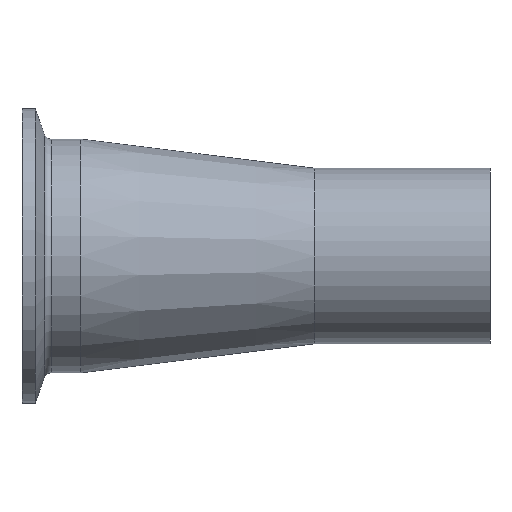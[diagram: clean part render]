
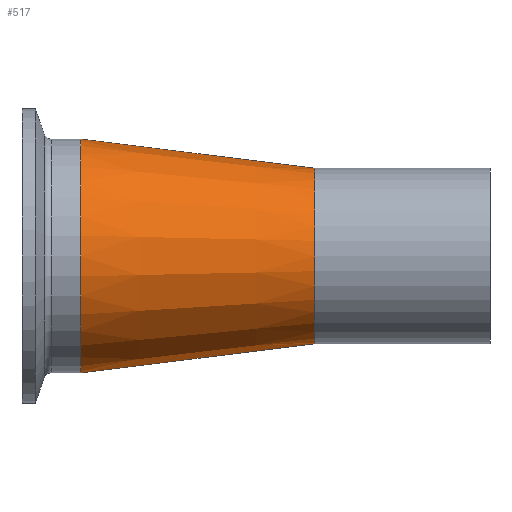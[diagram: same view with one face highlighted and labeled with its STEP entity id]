
A CAD part, left-side view. The second image highlights one B-rep face of the part: STEP entity #517.
In plain terms, the highlighted conical face has half-angle 7.125 degrees and reference radius 19.05 mm.
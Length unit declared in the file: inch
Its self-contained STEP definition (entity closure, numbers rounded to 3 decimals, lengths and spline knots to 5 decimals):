
#1 = CIRCLE ( 'NONE', #264, 0.75 ) ;
#14 = LINE ( 'NONE', #708, #915 ) ;
#29 = VECTOR ( 'NONE', #428, 39.37008 ) ;
#44 = EDGE_CURVE ( 'NONE', #935, #160, #731, .T. ) ;
#60 = ORIENTED_EDGE ( 'NONE', *, *, #44, .F. ) ;
#104 = CARTESIAN_POINT ( 'NONE',  ( 0., 2., -1. ) ) ;
#129 = CARTESIAN_POINT ( 'NONE',  ( 0., 2., 0. ) ) ;
#160 = VERTEX_POINT ( 'NONE', #104 ) ;
#165 = VERTEX_POINT ( 'NONE', #631 ) ;
#264 = AXIS2_PLACEMENT_3D ( 'NONE', #1128, #863, #1050 ) ;
#266 = VERTEX_POINT ( 'NONE', #827 ) ;
#314 = CIRCLE ( 'NONE', #786, 1. ) ;
#390 = CARTESIAN_POINT ( 'NONE',  ( 0., 0., 0. ) ) ;
#394 = DIRECTION ( 'NONE',  ( 0., 0., 1. ) ) ;
#399 = ORIENTED_EDGE ( 'NONE', *, *, #769, .F. ) ;
#428 = DIRECTION ( 'NONE',  ( 0., 0.992, -0.124 ) ) ;
#456 = CARTESIAN_POINT ( 'NONE',  ( 0., 0., -0.75 ) ) ;
#517 = ADVANCED_FACE ( 'NONE', ( #582 ), #1095, .T. ) ;
#525 = EDGE_CURVE ( 'NONE', #160, #165, #314, .T. ) ;
#582 = FACE_OUTER_BOUND ( 'NONE', #896, .T. ) ;
#631 = CARTESIAN_POINT ( 'NONE',  ( 0., 2., 1. ) ) ;
#708 = CARTESIAN_POINT ( 'NONE',  ( 0., 0., 0.75 ) ) ;
#731 = LINE ( 'NONE', #889, #29 ) ;
#750 = DIRECTION ( 'NONE',  ( 0., 0., 1. ) ) ;
#769 = EDGE_CURVE ( 'NONE', #266, #935, #1, .T. ) ;
#786 = AXIS2_PLACEMENT_3D ( 'NONE', #129, #999, #750 ) ;
#797 = EDGE_CURVE ( 'NONE', #266, #165, #14, .T. ) ;
#813 = ORIENTED_EDGE ( 'NONE', *, *, #797, .T. ) ;
#827 = CARTESIAN_POINT ( 'NONE',  ( 0., 0., 0.75 ) ) ;
#863 = DIRECTION ( 'NONE',  ( 0., -1., 0. ) ) ;
#889 = CARTESIAN_POINT ( 'NONE',  ( 0., 0., -0.75 ) ) ;
#896 = EDGE_LOOP ( 'NONE', ( #60, #399, #813, #982 ) ) ;
#915 = VECTOR ( 'NONE', #959, 39.37008 ) ;
#935 = VERTEX_POINT ( 'NONE', #456 ) ;
#959 = DIRECTION ( 'NONE',  ( 0., 0.992, 0.124 ) ) ;
#982 = ORIENTED_EDGE ( 'NONE', *, *, #525, .F. ) ;
#989 = AXIS2_PLACEMENT_3D ( 'NONE', #390, #1092, #394 ) ;
#999 = DIRECTION ( 'NONE',  ( 0., 1., 0. ) ) ;
#1050 = DIRECTION ( 'NONE',  ( 0., 0., -1. ) ) ;
#1092 = DIRECTION ( 'NONE',  ( 0., 1., 0. ) ) ;
#1095 = CONICAL_SURFACE ( 'NONE', #989, 0.75, 0.124 ) ;
#1128 = CARTESIAN_POINT ( 'NONE',  ( 0., 0., 0. ) ) ;
